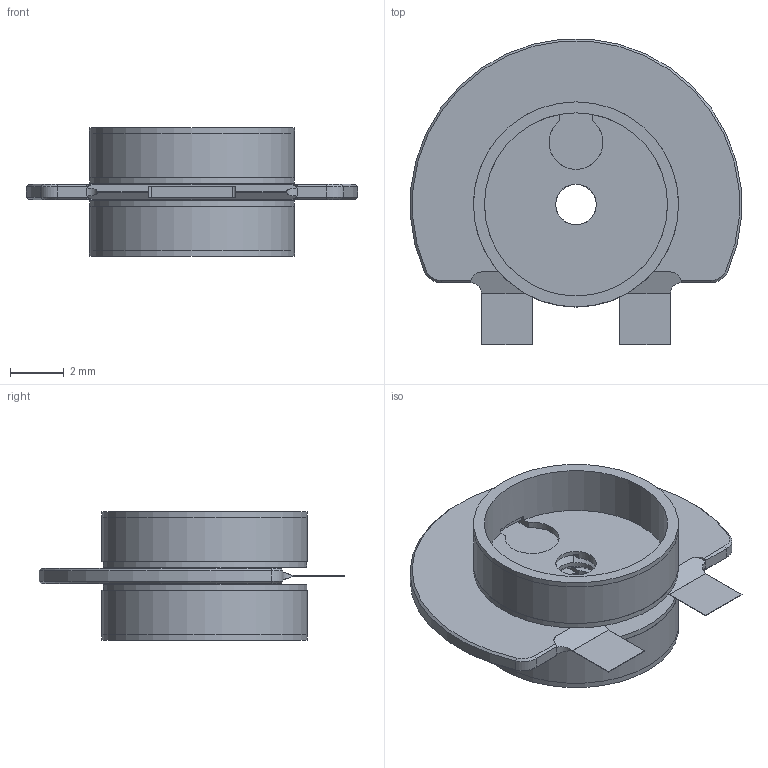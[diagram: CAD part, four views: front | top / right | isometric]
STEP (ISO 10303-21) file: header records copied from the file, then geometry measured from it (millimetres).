
FILE_DESCRIPTION(/* description */ (''),/* implementation_level */ '2;1');
FILE_NAME(/* name */ 'Accel_v6.stp',/* time_stamp */ '2021-11-13T15:59:44+03:00',/* author */ ('Dmitriam'),/* organization */ (''),/* preprocessor_version */ 'ST-DEVELOPER v17.2',/* originating_system */ 'Autodesk Inventor 2019',/* authorisation */ '');
FILE_SCHEMA (('AUTOMOTIVE_DESIGN { 1 0 10303 214 3 1 1 }'));
Length unit declared in the file: millimetre
Products named in the file (4): Accel; mayatnik; Каркас; Кутушка
Assembly tree (5 placements, depth 2):
  Accel
    mayatnik
    Каркас  x2
    Кутушка  x2
Bounding box: 12.27 x 11.33 x 4.76 mm (x, y, z)
Volume: 102.5 mm3; surface area: 756.9 mm2
Topology: 5 solids, 5 shells, 107 faces, 293 edges, 192 vertices
Faces by surface type: plane 51, cylinder 34, cone 22
Full cylindrical faces by diameter (mm): 1.5 x3, 6.785 x2, 7 x4, 7.6 x4
Entity records: 2838 total; most frequent: DIRECTION 515, CARTESIAN_POINT 460, ORIENTED_EDGE 448, EDGE_CURVE 224, AXIS2_PLACEMENT_3D 198, VERTEX_POINT 143, LINE 119, VECTOR 119
